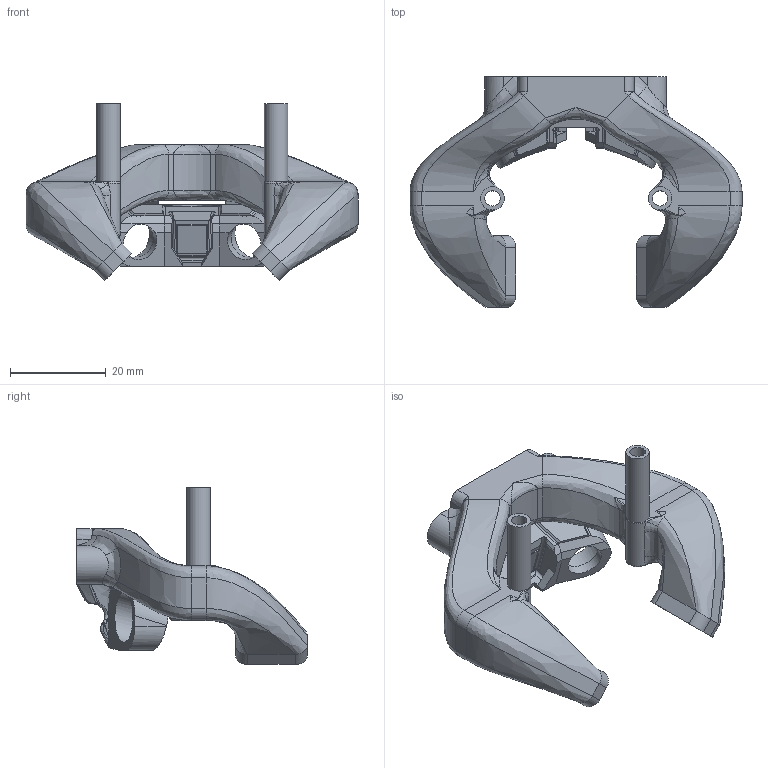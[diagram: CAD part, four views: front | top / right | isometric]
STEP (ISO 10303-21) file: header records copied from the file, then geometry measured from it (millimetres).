
FILE_DESCRIPTION(/* description */ (''),/* implementation_level */ '2;1');
FILE_NAME(/* name */ 'REAL DUCT.step',/* time_stamp */ '2023-06-07T13:07:17+02:00',/* author */ (''),/* organization */ (''),/* preprocessor_version */ 'ST-DEVELOPER v19.2',/* originating_system */ 'Autodesk Translation Framework v12.6.0.85',/* authorisation */ '');
FILE_SCHEMA (('AUTOMOTIVE_DESIGN { 1 0 10303 214 3 1 1 }'));
Length unit declared in the file: millimetre
Products named in the file (2): REAL DUCT; Spacers
Assembly tree (1 placements, depth 2):
  REAL DUCT
    Spacers
Bounding box: 69.33 x 48.15 x 36.93 mm (x, y, z)
Volume: 8801.6 mm3; surface area: 13389.1 mm2
Topology: 3 solids, 3 shells, 428 faces, 1193 edges, 750 vertices
Faces by surface type: bspline 207, plane 133, cylinder 80, sphere 4, torus 4
Full cylindrical faces by diameter (mm): 3.2 x4, 4.9 x2, 7.5 x2, 10 x2
Entity records: 22833 total; most frequent: CARTESIAN_POINT 13312, ORIENTED_EDGE 2358, DIRECTION 1351, EDGE_CURVE 1179, VERTEX_POINT 750, B_SPLINE_CURVE_WITH_KNOTS 518, AXIS2_PLACEMENT_3D 466, EDGE_LOOP 453
